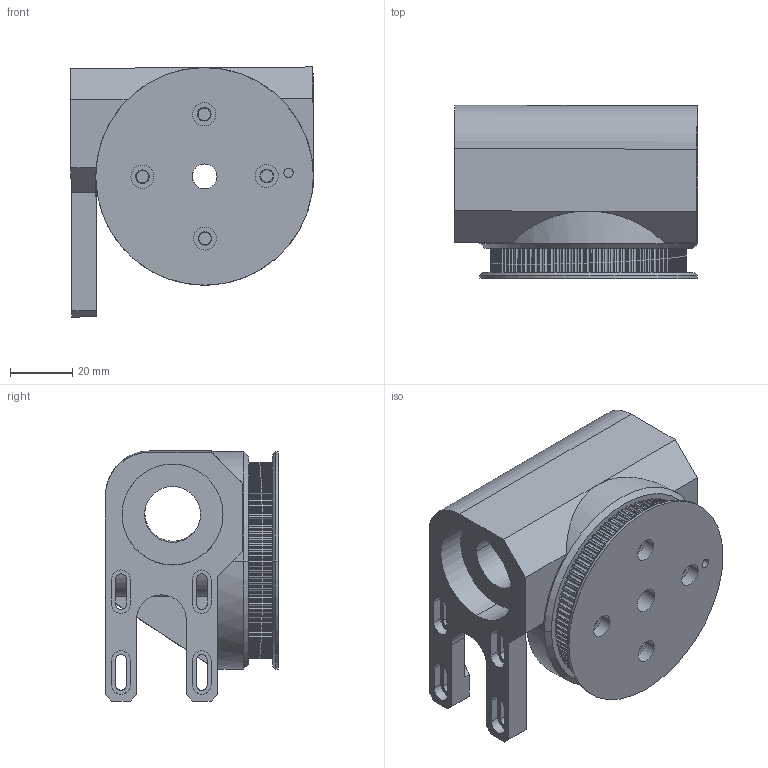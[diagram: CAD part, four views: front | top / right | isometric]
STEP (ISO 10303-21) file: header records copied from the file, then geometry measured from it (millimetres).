
FILE_DESCRIPTION (( 'STEP AP203' ), '1' );
FILE_NAME ('J3.STEP', '2025-10-20T00:47:09', ( '' ), ( '' ), 'SwSTEP 2.0', 'SolidWorks 2024', '' );
FILE_SCHEMA (( 'CONFIG_CONTROL_DESIGN' ));
Length unit declared in the file: millimetre
Products named in the file (3): Pulley100Tv5; J3; Arm2Mountv2
Assembly tree (2 placements, depth 2):
  J3
    Pulley100Tv5
    Arm2Mountv2
Bounding box: 78.25 x 55.72 x 80.46 mm (x, y, z)
Volume: 153983.7 mm3; surface area: 42778.8 mm2
Topology: 2 solids, 2 shells, 674 faces, 1931 edges, 1284 vertices
Faces by surface type: cylinder 591, plane 78, cone 5
Entity records: 23158 total; most frequent: DIRECTION 4468, CARTESIAN_POINT 3998, ORIENTED_EDGE 3862, EDGE_CURVE 1931, AXIS2_PLACEMENT_3D 1868, VERTEX_POINT 1284, CIRCLE 1189, VECTOR 732
